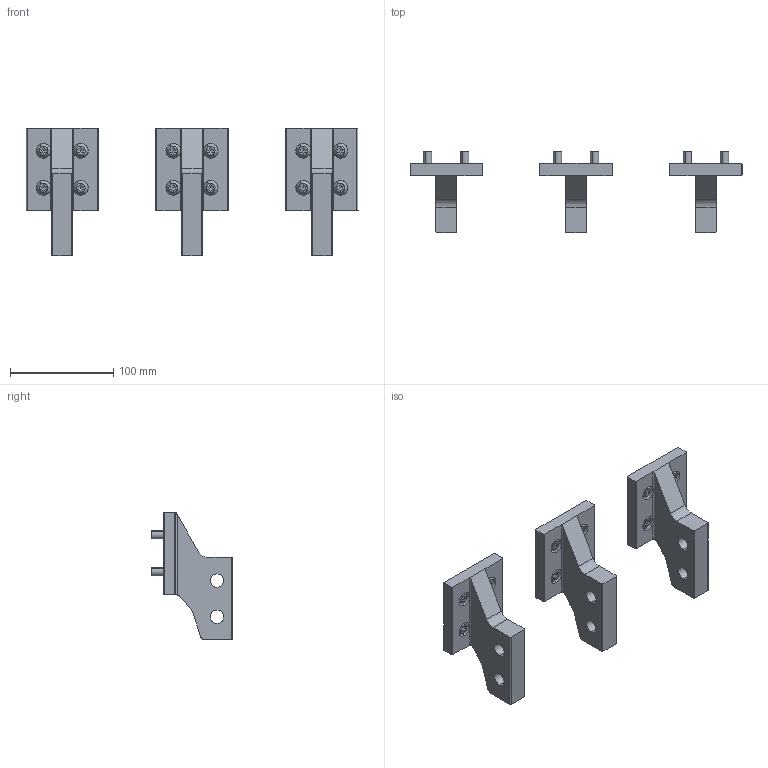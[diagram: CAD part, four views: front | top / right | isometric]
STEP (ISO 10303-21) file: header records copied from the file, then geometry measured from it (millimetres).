
FILE_DESCRIPTION(('CATIA V5 STEP Exchange'),'2;1');
FILE_NAME('1SDH001252R0469_1PA_001_00_E4.2_III_W_SPREAD_VR_TERM_3200A_LO_N0778.stp','2016-08-25T09:37:32+00:00',('none'),('none'),'CATIA Version 5 Release 20 SP 6 (IN-10)','CATIA V5 STEP AP203','none');
FILE_SCHEMA(('CONFIG_CONTROL_DESIGN'));
Length unit declared in the file: millimetre
Products named in the file (1): 1SDH001252R0469_1PA_001_00_E4.2_III_W_SPREAD_VR_TERM_3200A_LO_N0778
Bounding box: 322 x 78.4 x 124 mm (x, y, z)
Volume: 440828.1 mm3; surface area: 95819.1 mm2
Topology: 3 solids, 3 shells, 501 faces, 1269 edges, 822 vertices
Faces by surface type: plane 261, cylinder 192, sphere 24, cone 24
Entity records: 14787 total; most frequent: CARTESIAN_POINT 3655, ORIENTED_EDGE 2490, DIRECTION 1803, EDGE_CURVE 1245, VERTEX_POINT 822, AXIS2_PLACEMENT_3D 808, VECTOR 621, LINE 621
